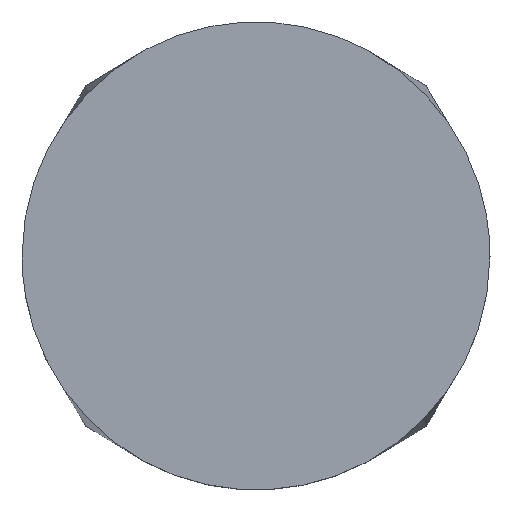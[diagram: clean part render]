
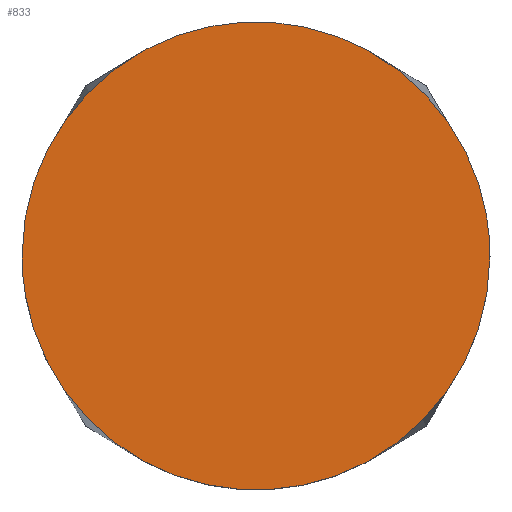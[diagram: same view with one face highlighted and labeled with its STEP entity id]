
A CAD part, top view. The second image highlights one B-rep face of the part: STEP entity #833.
In plain terms, the highlighted free-form (B-spline) face has degree [1, 1] with [2, 2] control points.
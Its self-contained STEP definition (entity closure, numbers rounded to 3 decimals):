
#792=CARTESIAN_POINT('',(-6.673,-6.673,88.));
#793=CARTESIAN_POINT('',(6.673,-6.673,88.));
#794=CARTESIAN_POINT('',(-6.673,6.673,88.));
#795=CARTESIAN_POINT('',(6.673,6.673,88.));
#796=B_SPLINE_SURFACE_WITH_KNOTS('',1,1,((#792,#794),(#793,#795)),.UNSPECIFIED.,.F.,.F.,.U.,(2,2),(2,2),(0.0,13.347),(0.0,13.347),.UNSPECIFIED.);
#797=CARTESIAN_POINT('',(6.067,0.0,88.));
#798=VERTEX_POINT('',#797);
#799=CARTESIAN_POINT('',(-6.067,0.0,88.));
#800=VERTEX_POINT('',#799);
#801=CARTESIAN_POINT('',(6.067,0.0,88.));
#802=CARTESIAN_POINT('',(6.067,-6.067,88.));
#803=CARTESIAN_POINT('',(0.0,-6.067,88.));
#804=CARTESIAN_POINT('',(-6.067,-6.067,88.));
#805=CARTESIAN_POINT('',(-6.067,0.0,88.));
#813=(BOUNDED_CURVE()B_SPLINE_CURVE(2,(#801,#802,#803,#804,#805),.UNSPECIFIED.,.F.,.U.)B_SPLINE_CURVE_WITH_KNOTS((3,2,3),(0.5,0.75,1.0),.UNSPECIFIED.)CURVE()GEOMETRIC_REPRESENTATION_ITEM()RATIONAL_B_SPLINE_CURVE((1.0,0.707,1.0,0.707,1.0))REPRESENTATION_ITEM(''));
#814=EDGE_CURVE('',#798,#800,#813,.T.);
#815=ORIENTED_EDGE('',*,*,#814,.F.);
#816=CARTESIAN_POINT('',(-6.067,0.0,88.));
#817=CARTESIAN_POINT('',(-6.067,6.067,88.));
#818=CARTESIAN_POINT('',(0.0,6.067,88.));
#819=CARTESIAN_POINT('',(6.067,6.067,88.));
#820=CARTESIAN_POINT('',(6.067,0.0,88.));
#828=(BOUNDED_CURVE()B_SPLINE_CURVE(2,(#816,#817,#818,#819,#820),.UNSPECIFIED.,.F.,.U.)B_SPLINE_CURVE_WITH_KNOTS((3,2,3),(0.0,0.25,0.5),.UNSPECIFIED.)CURVE()GEOMETRIC_REPRESENTATION_ITEM()RATIONAL_B_SPLINE_CURVE((1.0,0.707,1.0,0.707,1.0))REPRESENTATION_ITEM(''));
#829=EDGE_CURVE('',#800,#798,#828,.T.);
#830=ORIENTED_EDGE('',*,*,#829,.F.);
#831=EDGE_LOOP('',(#815,#830));
#832=FACE_OUTER_BOUND('',#831,.T.);
#833=ADVANCED_FACE('',(#832),#796,.T.);
